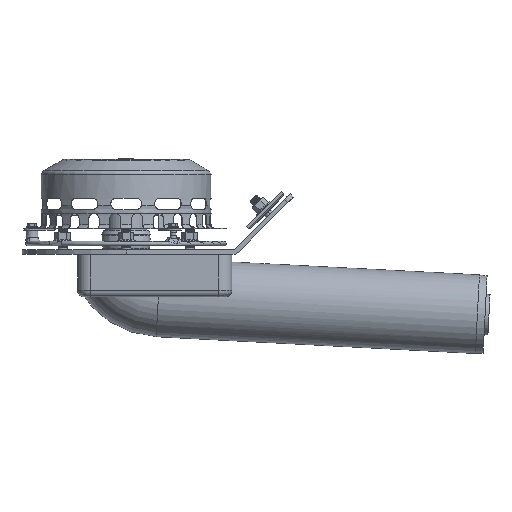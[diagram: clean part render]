
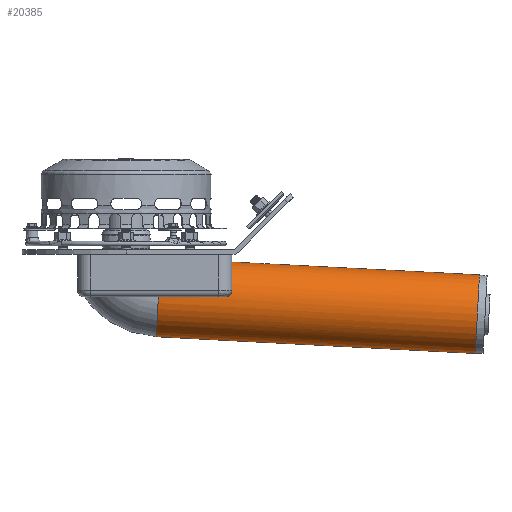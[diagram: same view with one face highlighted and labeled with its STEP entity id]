
A CAD part, front view. The second image highlights one B-rep face of the part: STEP entity #20385.
In plain terms, the highlighted cylindrical face has radius 510 mm (diameter 1020 mm), a full revolution.
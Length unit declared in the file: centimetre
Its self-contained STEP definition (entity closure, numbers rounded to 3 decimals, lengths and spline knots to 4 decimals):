
#191=ELLIPSE('',#23013,51.07,51.);
#194=ELLIPSE('',#23019,974.4735,51.);
#195=ELLIPSE('',#23020,974.4735,51.);
#624=B_SPLINE_CURVE_WITH_KNOTS('',3,(#44748,#44749,#44750,#44751,#44752,
#44753,#44754,#44755,#44756,#44757,#44758,#44759,#44760,#44761,#44762,#44763,
#44764,#44765,#44766,#44767),.UNSPECIFIED.,.F.,.F.,(4,2,2,2,2,2,2,2,2,4),
(0.4412,1.5981,3.1963,4.7944,6.3926,
8.0318,9.671,11.3102,12.9495,13.4084),
 .UNSPECIFIED.);
#626=B_SPLINE_CURVE_WITH_KNOTS('',3,(#44793,#44794,#44795,#44796,#44797,
#44798,#44799,#44800,#44801,#44802,#44803,#44804,#44805,#44806,#44807,#44808,
#44809,#44810,#44811,#44812),.UNSPECIFIED.,.F.,.F.,(4,2,2,2,2,2,2,2,2,4),
(-13.4084,-12.9495,-11.3102,-9.671,
-8.0318,-6.3926,-4.7944,-3.1963,
-1.5981,-0.4412),.UNSPECIFIED.);
#1384=CYLINDRICAL_SURFACE('',#23028,51.);
#2556=LINE('',#45005,#3728);
#3728=VECTOR('',#29432,51.);
#5370=FACE_OUTER_BOUND('',#6740,.T.);
#6740=EDGE_LOOP('',(#18810,#18811,#18812,#18813,#18814,#18815,#18816,#18817,
#18818,#18819));
#8059=CIRCLE('',#23010,51.);
#8060=CIRCLE('',#23022,51.);
#8061=CIRCLE('',#23023,51.);
#9811=VERTEX_POINT('',#44713);
#9814=VERTEX_POINT('',#44720);
#9815=VERTEX_POINT('',#44722);
#9817=VERTEX_POINT('',#44747);
#9819=VERTEX_POINT('',#44791);
#9822=VERTEX_POINT('',#44904);
#9823=VERTEX_POINT('',#44906);
#9824=VERTEX_POINT('',#44995);
#12800=EDGE_CURVE('',#9811,#9811,#8059,.T.);
#12804=EDGE_CURVE('',#9815,#9814,#191,.T.);
#12807=EDGE_CURVE('',#9817,#9815,#624,.T.);
#12811=EDGE_CURVE('',#9814,#9819,#626,.T.);
#12815=EDGE_CURVE('',#9822,#9817,#194,.T.);
#12817=EDGE_CURVE('',#9819,#9823,#195,.T.);
#12818=EDGE_CURVE('',#9822,#9824,#8060,.T.);
#12819=EDGE_CURVE('',#9824,#9823,#8061,.T.);
#12823=EDGE_CURVE('',#9824,#9811,#2556,.T.);
#18810=ORIENTED_EDGE('',*,*,#12815,.T.);
#18811=ORIENTED_EDGE('',*,*,#12807,.T.);
#18812=ORIENTED_EDGE('',*,*,#12804,.T.);
#18813=ORIENTED_EDGE('',*,*,#12811,.T.);
#18814=ORIENTED_EDGE('',*,*,#12817,.T.);
#18815=ORIENTED_EDGE('',*,*,#12819,.F.);
#18816=ORIENTED_EDGE('',*,*,#12823,.T.);
#18817=ORIENTED_EDGE('',*,*,#12800,.T.);
#18818=ORIENTED_EDGE('',*,*,#12823,.F.);
#18819=ORIENTED_EDGE('',*,*,#12818,.F.);
#20385=ADVANCED_FACE('',(#5370),#1384,.T.);
#23010=AXIS2_PLACEMENT_3D('',#44714,#29388,#29389);
#23013=AXIS2_PLACEMENT_3D('',#44723,#29396,#29397);
#23019=AXIS2_PLACEMENT_3D('',#44905,#29411,#29412);
#23020=AXIS2_PLACEMENT_3D('',#44993,#29413,#29414);
#23022=AXIS2_PLACEMENT_3D('',#44996,#29417,#29418);
#23023=AXIS2_PLACEMENT_3D('',#44997,#29419,#29420);
#23028=AXIS2_PLACEMENT_3D('',#45004,#29430,#29431);
#29388=DIRECTION('center_axis',(-0.999,0.,
0.052));
#29389=DIRECTION('ref_axis',(0.052,0.,0.999));
#29396=DIRECTION('center_axis',(1.,0.,0.));
#29397=DIRECTION('ref_axis',(0.,0.,
-1.));
#29411=DIRECTION('center_axis',(0.,0.,
-1.));
#29412=DIRECTION('ref_axis',(-1.,0.,0.));
#29413=DIRECTION('center_axis',(0.,0.,
-1.));
#29414=DIRECTION('ref_axis',(-1.,0.,0.));
#29417=DIRECTION('center_axis',(-0.999,0.,
0.052));
#29418=DIRECTION('ref_axis',(-0.052,0.,
-0.999));
#29419=DIRECTION('center_axis',(-0.999,0.,
0.052));
#29420=DIRECTION('ref_axis',(-0.052,0.,
-0.999));
#29430=DIRECTION('center_axis',(-0.999,0.,
0.052));
#29431=DIRECTION('ref_axis',(0.052,0.,0.999));
#29432=DIRECTION('',(0.999,0.,-0.052));
#44713=CARTESIAN_POINT('',(1888.4184,170.9,-69.6503));
#44714=CARTESIAN_POINT('Origin',(1891.0876,170.9,-18.7202));
#44720=CARTESIAN_POINT('',(1573.0659,121.9283,12.2059));
#44722=CARTESIAN_POINT('',(1573.0659,219.8717,12.2059));
#44723=CARTESIAN_POINT('Origin',(1573.0659,170.9,-2.0534));
#44747=CARTESIAN_POINT('',(1564.5659,221.6232,3.7059));
#44748=CARTESIAN_POINT('Ctrl Pts',(1564.5659,221.6232,3.7059));
#44749=CARTESIAN_POINT('Ctrl Pts',(1564.9582,221.621,3.7059));
#44750=CARTESIAN_POINT('Ctrl Pts',(1565.3584,221.616,3.7332));
#44751=CARTESIAN_POINT('Ctrl Pts',(1566.311,221.5961,3.8682));
#44752=CARTESIAN_POINT('Ctrl Pts',(1566.8635,221.5783,4.0028));
#44753=CARTESIAN_POINT('Ctrl Pts',(1567.9289,221.5277,4.379));
#44754=CARTESIAN_POINT('Ctrl Pts',(1568.4427,221.4949,4.621));
#44755=CARTESIAN_POINT('Ctrl Pts',(1569.3989,221.4123,5.1914));
#44756=CARTESIAN_POINT('Ctrl Pts',(1569.8412,221.3626,5.5199));
#44757=CARTESIAN_POINT('Ctrl Pts',(1570.6405,221.246,6.2355));
#44758=CARTESIAN_POINT('Ctrl Pts',(1571.0224,221.1748,6.6485));
#44759=CARTESIAN_POINT('Ctrl Pts',(1571.702,221.0055,7.5533));
#44760=CARTESIAN_POINT('Ctrl Pts',(1571.9998,220.9071,8.045));
#44761=CARTESIAN_POINT('Ctrl Pts',(1572.4881,220.6845,9.0733));
#44762=CARTESIAN_POINT('Ctrl Pts',(1572.6792,220.5599,9.6108));
#44763=CARTESIAN_POINT('Ctrl Pts',(1572.9486,220.2911,10.6919));
#44764=CARTESIAN_POINT('Ctrl Pts',(1573.0268,220.1467,11.2357));
#44765=CARTESIAN_POINT('Ctrl Pts',(1573.062,219.9575,11.9081));
#44766=CARTESIAN_POINT('Ctrl Pts',(1573.0659,219.9151,12.0565));
#44767=CARTESIAN_POINT('Ctrl Pts',(1573.0659,219.8717,12.2059));
#44791=CARTESIAN_POINT('',(1564.5659,120.1768,3.7059));
#44793=CARTESIAN_POINT('Ctrl Pts',(1573.0659,121.9283,12.2059));
#44794=CARTESIAN_POINT('Ctrl Pts',(1573.0659,121.8849,12.0565));
#44795=CARTESIAN_POINT('Ctrl Pts',(1573.062,121.8425,11.9081));
#44796=CARTESIAN_POINT('Ctrl Pts',(1573.0268,121.6533,11.2357));
#44797=CARTESIAN_POINT('Ctrl Pts',(1572.9486,121.509,10.6919));
#44798=CARTESIAN_POINT('Ctrl Pts',(1572.6792,121.2401,9.6108));
#44799=CARTESIAN_POINT('Ctrl Pts',(1572.4881,121.1155,9.0733));
#44800=CARTESIAN_POINT('Ctrl Pts',(1571.9998,120.8929,8.045));
#44801=CARTESIAN_POINT('Ctrl Pts',(1571.702,120.7945,7.5533));
#44802=CARTESIAN_POINT('Ctrl Pts',(1571.0224,120.6252,6.6485));
#44803=CARTESIAN_POINT('Ctrl Pts',(1570.6405,120.554,6.2355));
#44804=CARTESIAN_POINT('Ctrl Pts',(1569.8412,120.4374,5.5199));
#44805=CARTESIAN_POINT('Ctrl Pts',(1569.3989,120.3877,5.1914));
#44806=CARTESIAN_POINT('Ctrl Pts',(1568.4427,120.3051,4.621));
#44807=CARTESIAN_POINT('Ctrl Pts',(1567.9289,120.2723,4.379));
#44808=CARTESIAN_POINT('Ctrl Pts',(1566.8635,120.2217,4.0028));
#44809=CARTESIAN_POINT('Ctrl Pts',(1566.311,120.2039,3.8682));
#44810=CARTESIAN_POINT('Ctrl Pts',(1565.3584,120.184,3.7332));
#44811=CARTESIAN_POINT('Ctrl Pts',(1564.9582,120.179,3.7059));
#44812=CARTESIAN_POINT('Ctrl Pts',(1564.5659,120.1768,3.7059));
#44904=CARTESIAN_POINT('',(1477.7062,221.8943,3.7059));
#44905=CARTESIAN_POINT('Origin',(1463.1734,170.9,3.7059));
#44906=CARTESIAN_POINT('',(1477.7062,119.9057,3.7059));
#44993=CARTESIAN_POINT('Origin',(1463.1734,170.9,3.7059));
#44995=CARTESIAN_POINT('',(1474.9973,170.9,-47.9838));
#44996=CARTESIAN_POINT('Origin',(1477.6664,170.9,2.9463));
#44997=CARTESIAN_POINT('Origin',(1477.6664,170.9,2.9463));
#45004=CARTESIAN_POINT('Origin',(1873.591,170.9,-17.8032));
#45005=CARTESIAN_POINT('',(1870.9218,170.9,-68.7333));
